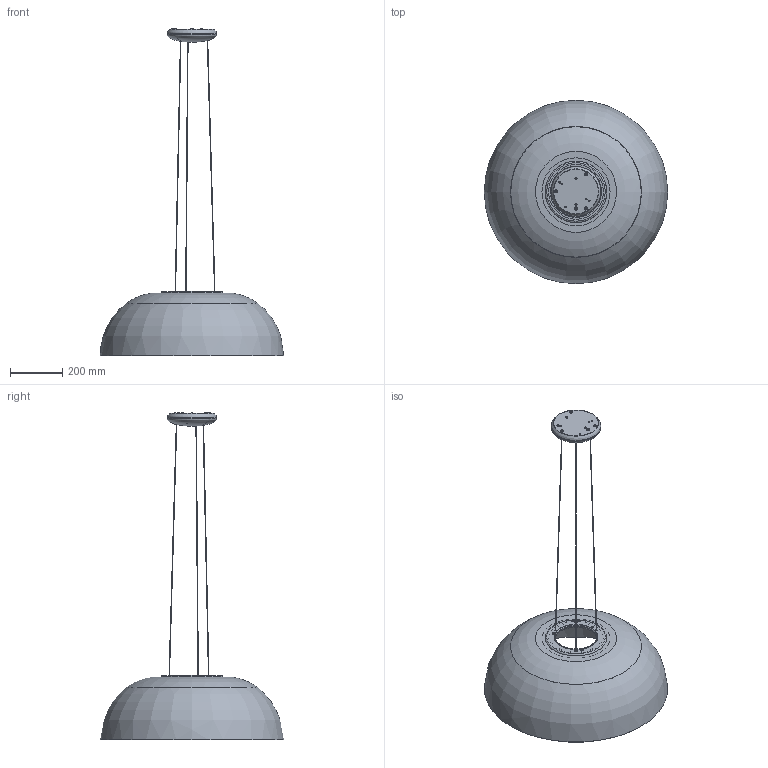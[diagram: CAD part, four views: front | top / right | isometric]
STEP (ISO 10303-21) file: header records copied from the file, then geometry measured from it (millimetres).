
FILE_DESCRIPTION(/* description */ ('Unknown'),/* implementation_level */ '2;1');
FILE_NAME(/* name */ '8890',/* time_stamp */ '2019-02-06T14:28:02+01:00',/* author */ ('Unknown'),/* organization */ ('Unknown'),/* preprocessor_version */ 'ST-DEVELOPER v16.7',/* originating_system */ 'DEX',/* authorisation */ $);
FILE_SCHEMA (('AUTOMOTIVE_DESIGN {1 0 10303 214 3 1 1}'));
Length unit declared in the file: millimetre
Products named in the file (13): 8890_3ds; F1188-9; H1471-1; 152000235064; 152000237064; O2152-9; 150000140064; 062000143731; 150000139064; 210000077984; 8890_3ds_7.489_49.179_Filo 2_oa_0; 8890_3ds_7.489_49.179_Filo 2_oa_1; 8890_3ds_7.489_49.179_Filo 2_oa_2
Assembly tree (18 placements, depth 2):
  8890_3ds
    F1188-9  x3
    H1471-1  x3
    152000235064
    152000237064
    O2152-9
    150000140064
    062000143731
    150000139064
    210000077984  x3
    8890_3ds_7.489_49.179_Filo 2_oa_0
    8890_3ds_7.489_49.179_Filo 2_oa_1
    8890_3ds_7.489_49.179_Filo 2_oa_2
Bounding box: 700 x 700 x 1248.7 mm (x, y, z)
Volume: 2795243.2 mm3; surface area: 1542770.7 mm2
Topology: 18 solids, 18 shells, 496 faces, 1220 edges, 776 vertices
Faces by surface type: plane 372, cylinder 66, torus 33, cone 21, bspline 4
Full cylindrical faces by diameter (mm): 2 x3, 3.242 x3, 3.8 x3, 3.98 x3, 4 x10, 4.3 x3, 4.5 x4, 4.8 x3, 5 x6, 7 x1, 8 x6, 10 x1, 10.5 x1, 12.5 x1, 157 x1, 165 x1, 166 x1, 184 x1, 186 x1, 200 x1
Entity records: 10628 total; most frequent: CARTESIAN_POINT 3964, DIRECTION 1218, ORIENTED_EDGE 962, AXIS2_PLACEMENT_3D 493, EDGE_CURVE 481, FACE_BOUND 413, EDGE_LOOP 408, VERTEX_POINT 360
